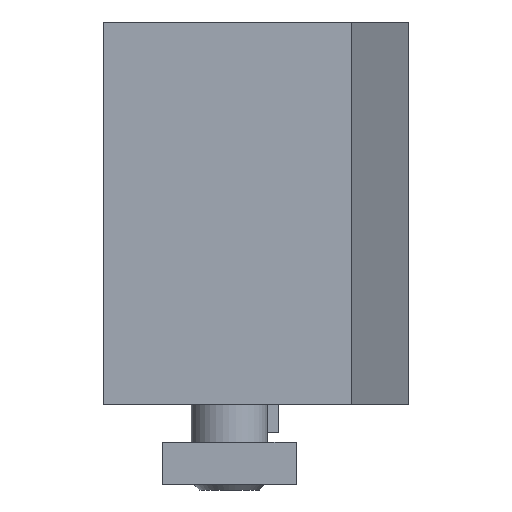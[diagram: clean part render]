
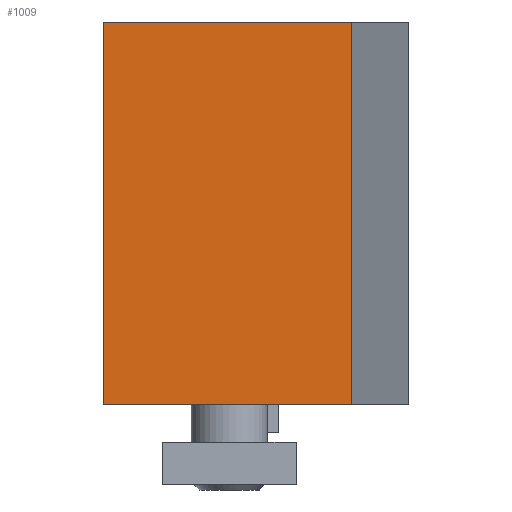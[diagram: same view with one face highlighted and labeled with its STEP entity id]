
A CAD part, front view. The second image highlights one B-rep face of the part: STEP entity #1009.
In plain terms, the highlighted planar face has unit normal (0, -1, 0).
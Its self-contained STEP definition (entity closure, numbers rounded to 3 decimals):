
#97=LINE('',#1614,#175);
#112=LINE('',#1643,#190);
#113=LINE('',#1646,#191);
#114=LINE('',#1647,#192);
#175=VECTOR('',#1326,13.);
#190=VECTOR('',#1351,20.);
#191=VECTOR('',#1354,13.);
#192=VECTOR('',#1355,20.);
#236=PLANE('',#1100);
#330=FACE_OUTER_BOUND('',#422,.T.);
#422=EDGE_LOOP('',(#871,#872,#873,#874));
#527=VERTEX_POINT('',#1612);
#528=VERTEX_POINT('',#1613);
#537=VERTEX_POINT('',#1641);
#538=VERTEX_POINT('',#1645);
#636=EDGE_CURVE('',#527,#528,#97,.T.);
#651=EDGE_CURVE('',#527,#537,#112,.T.);
#652=EDGE_CURVE('',#537,#538,#113,.T.);
#653=EDGE_CURVE('',#528,#538,#114,.T.);
#871=ORIENTED_EDGE('',*,*,#636,.F.);
#872=ORIENTED_EDGE('',*,*,#651,.T.);
#873=ORIENTED_EDGE('',*,*,#652,.T.);
#874=ORIENTED_EDGE('',*,*,#653,.F.);
#1009=ADVANCED_FACE('',(#330),#236,.T.);
#1100=AXIS2_PLACEMENT_3D('',#1644,#1352,#1353);
#1326=DIRECTION('',(-1.,0.,0.));
#1351=DIRECTION('',(0.,0.,1.));
#1352=DIRECTION('center_axis',(0.,-1.,0.));
#1353=DIRECTION('ref_axis',(0.,0.,-1.));
#1354=DIRECTION('',(-1.,0.,0.));
#1355=DIRECTION('',(0.,0.,1.));
#1612=CARTESIAN_POINT('',(0.06,34.833,0.));
#1613=CARTESIAN_POINT('',(-12.94,34.833,0.));
#1614=CARTESIAN_POINT('',(0.06,34.833,0.));
#1641=CARTESIAN_POINT('',(0.06,34.833,20.));
#1643=CARTESIAN_POINT('',(0.06,34.833,0.));
#1644=CARTESIAN_POINT('Origin',(0.06,34.833,0.));
#1645=CARTESIAN_POINT('',(-12.94,34.833,20.));
#1646=CARTESIAN_POINT('',(0.06,34.833,20.));
#1647=CARTESIAN_POINT('',(-12.94,34.833,0.));
